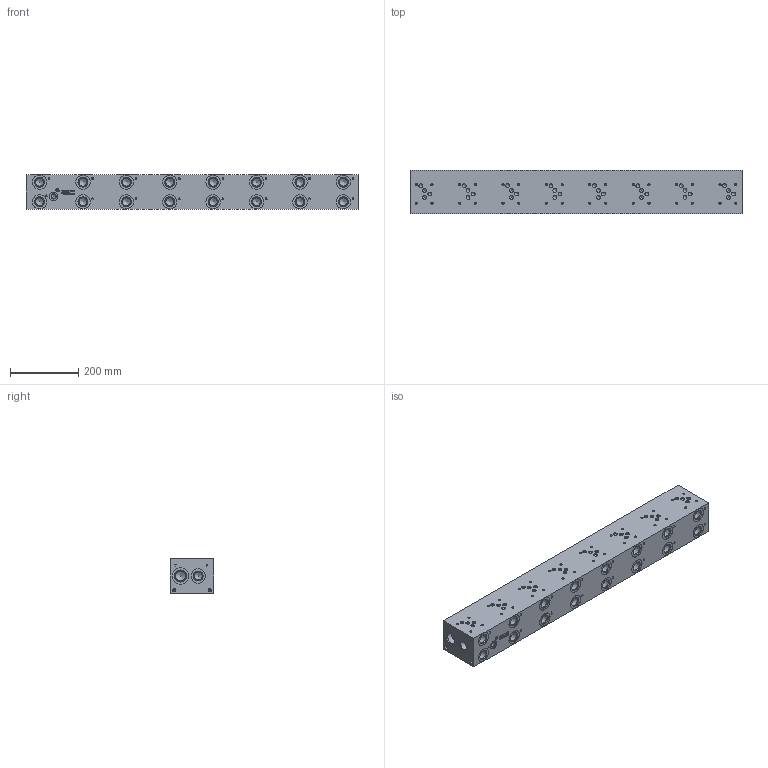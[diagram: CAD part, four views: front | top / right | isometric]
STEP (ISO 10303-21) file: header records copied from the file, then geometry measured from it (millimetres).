
FILE_DESCRIPTION(/* description */ (''),/* implementation_level */ '2;1');
FILE_NAME(/* name */ '_D05HP085S.stp',/* time_stamp */ '2021-07-20T11:48:34-04:00',/* author */ ('anthonyv'),/* organization */ (''),/* preprocessor_version */ 'ST-DEVELOPER v18.1',/* originating_system */ 'Autodesk Inventor 2021',/* authorisation */ '');
FILE_SCHEMA (('AUTOMOTIVE_DESIGN { 1 0 10303 214 3 1 1 }'));
Length unit declared in the file: millimetre
Products named in the file (1): _D05HP085S
Bounding box: 971.55 x 127 x 101.6 mm (x, y, z)
Volume: 12106685.7 mm3; surface area: 544896 mm2
Topology: 1 solids, 1 shells, 1181 faces, 3217 edges, 2193 vertices
Faces by surface type: plane 566, bspline 251, cylinder 210, cone 154
Full cylindrical faces by diameter (mm): 5.105 x32, 6.35 x32, 7.925 x4, 9.525 x4, 11.113 x2, 11.125 x30, 12.294 x1, 12.9 x1, 14.275 x1, 14.529 x1, 23.012 x18, 24.917 x18, 25.019 x1, 26.99 x2, 27 x16, 27.432 x18, 28.575 x2, 31.267 x2, 33.34 x1, 33.35 x1, 33.757 x2, 35.509 x1, 42.037 x18, 49.124 x2
Entity records: 39257 total; most frequent: CARTESIAN_POINT 9766, ORIENTED_EDGE 6256, DIRECTION 5272, EDGE_CURVE 3128, VERTEX_POINT 2193, LINE 1842, VECTOR 1842, AXIS2_PLACEMENT_3D 1715
